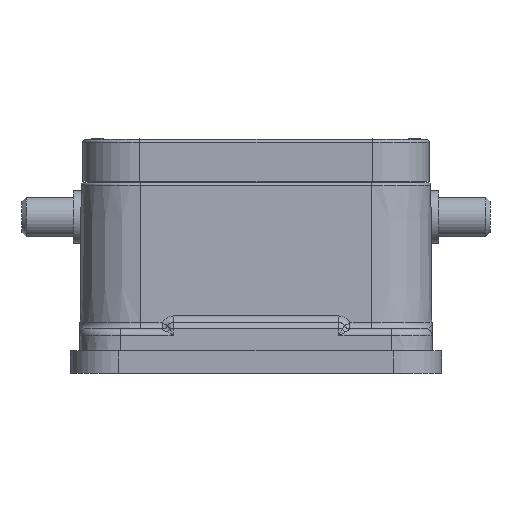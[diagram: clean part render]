
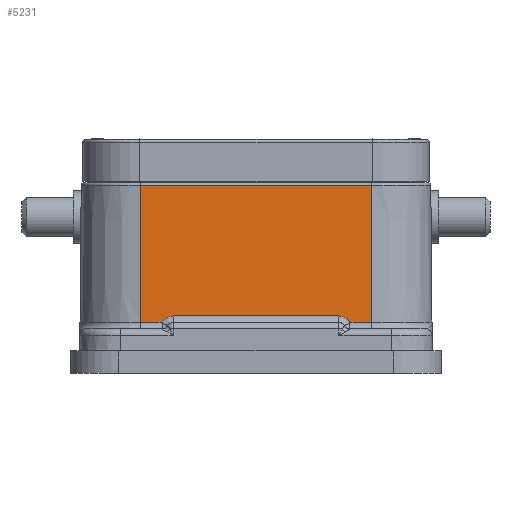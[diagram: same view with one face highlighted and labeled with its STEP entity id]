
A CAD part, left-side view. The second image highlights one B-rep face of the part: STEP entity #5231.
In plain terms, the highlighted planar face has unit normal (-1, 0, 0.009).
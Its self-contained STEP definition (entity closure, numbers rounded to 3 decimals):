
#9 = VECTOR ( 'NONE', #12431, 1000. ) ;
#11 = VECTOR ( 'NONE', #12424, 1000. ) ;
#595 = VERTEX_POINT ( 'NONE', #11265 ) ;
#596 = VERTEX_POINT ( 'NONE', #11266 ) ;
#597 = VERTEX_POINT ( 'NONE', #11267 ) ;
#598 = VERTEX_POINT ( 'NONE', #11268 ) ;
#599 = VERTEX_POINT ( 'NONE', #11269 ) ;
#600 = VERTEX_POINT ( 'NONE', #11270 ) ;
#601 = VERTEX_POINT ( 'NONE', #11271 ) ;
#602 = VERTEX_POINT ( 'NONE', #11272 ) ;
#857 =( BOUNDED_CURVE ( )  B_SPLINE_CURVE ( 3, ( #12425, #12426, #12427, #12428 ),
 .UNSPECIFIED., .F., .T. ) 
 B_SPLINE_CURVE_WITH_KNOTS ( ( 4, 4 ),
 ( 3.142, 4.189 ),
 .UNSPECIFIED. ) 
 CURVE ( )  GEOMETRIC_REPRESENTATION_ITEM ( )  RATIONAL_B_SPLINE_CURVE ( ( 1., 0.911, 0.911, 1. ) ) 
 REPRESENTATION_ITEM ( '' )  );
#858 =( BOUNDED_CURVE ( )  B_SPLINE_CURVE ( 3, ( #12432, #12433, #12434, #12435 ),
 .UNSPECIFIED., .F., .T. ) 
 B_SPLINE_CURVE_WITH_KNOTS ( ( 4, 4 ),
 ( 5.236, 6.283 ),
 .UNSPECIFIED. ) 
 CURVE ( )  GEOMETRIC_REPRESENTATION_ITEM ( )  RATIONAL_B_SPLINE_CURVE ( ( 1., 0.911, 0.911, 1. ) ) 
 REPRESENTATION_ITEM ( '' )  );
#1751 = FACE_OUTER_BOUND ( 'NONE', #2617, .T. ) ;
#1756 = AXIS2_PLACEMENT_3D ( 'NONE', #2390, #2391, #2392 ) ;
#2389 = PLANE ( 'NONE',  #1756 ) ;
#2390 = CARTESIAN_POINT ( 'NONE',  ( -60., -21.75, 0. ) ) ;
#2391 = DIRECTION ( 'NONE',  ( -1., 0., 0.009 ) ) ;
#2392 = DIRECTION ( 'NONE',  ( 0.009, 0., 1. ) ) ;
#2617 = EDGE_LOOP ( 'NONE', ( #2674, #2680, #2684, #2679, #2678, #2669, #2682, #2664 ) ) ;
#2664 = ORIENTED_EDGE ( 'NONE', *, *, #4923, .T. ) ;
#2669 = ORIENTED_EDGE ( 'NONE', *, *, #4925, .T. ) ;
#2674 = ORIENTED_EDGE ( 'NONE', *, *, #4929, .T. ) ;
#2678 = ORIENTED_EDGE ( 'NONE', *, *, #4926, .T. ) ;
#2679 = ORIENTED_EDGE ( 'NONE', *, *, #4927, .T. ) ;
#2680 = ORIENTED_EDGE ( 'NONE', *, *, #4930, .T. ) ;
#2682 = ORIENTED_EDGE ( 'NONE', *, *, #4924, .T. ) ;
#2684 = ORIENTED_EDGE ( 'NONE', *, *, #4928, .T. ) ;
#4923 = EDGE_CURVE ( 'NONE', #602, #595, #12422, .T. ) ;
#4924 = EDGE_CURVE ( 'NONE', #601, #602, #857, .T. ) ;
#4925 = EDGE_CURVE ( 'NONE', #600, #601, #12429, .T. ) ;
#4926 = EDGE_CURVE ( 'NONE', #599, #600, #858, .T. ) ;
#4927 = EDGE_CURVE ( 'NONE', #598, #599, #12437, .T. ) ;
#4928 = EDGE_CURVE ( 'NONE', #597, #598, #12440, .T. ) ;
#4929 = EDGE_CURVE ( 'NONE', #595, #596, #12443, .T. ) ;
#4930 = EDGE_CURVE ( 'NONE', #596, #597, #12446, .T. ) ;
#5231 = ADVANCED_FACE ( 'NONE', ( #1751 ), #2389, .T. ) ;
#6625 = VECTOR ( 'NONE', #12439, 1000. ) ;
#6630 = VECTOR ( 'NONE', #12448, 1000. ) ;
#6655 = VECTOR ( 'NONE', #12445, 1000. ) ;
#6658 = VECTOR ( 'NONE', #12442, 1000. ) ;
#11265 = CARTESIAN_POINT ( 'NONE',  ( -59.958, -14.25, 4.793 ) ) ;
#11266 = CARTESIAN_POINT ( 'NONE',  ( -59.811, -14.25, 21.703 ) ) ;
#11267 = CARTESIAN_POINT ( 'NONE',  ( -59.811, 14.25, 21.703 ) ) ;
#11268 = CARTESIAN_POINT ( 'NONE',  ( -59.958, 14.25, 4.793 ) ) ;
#11269 = CARTESIAN_POINT ( 'NONE',  ( -59.958, 11.585, 4.793 ) ) ;
#11270 = CARTESIAN_POINT ( 'NONE',  ( -59.951, 10.2, 5.593 ) ) ;
#11271 = CARTESIAN_POINT ( 'NONE',  ( -59.951, -10.2, 5.593 ) ) ;
#11272 = CARTESIAN_POINT ( 'NONE',  ( -59.958, -11.585, 4.793 ) ) ;
#12422 = LINE ( 'NONE', #12423, #11 ) ;
#12423 = CARTESIAN_POINT ( 'NONE',  ( -59.958, -21.75, 4.793 ) ) ;
#12424 = DIRECTION ( 'NONE',  ( 0., -1., 0. ) ) ;
#12425 = CARTESIAN_POINT ( 'NONE',  ( -59.951, -10.2, 5.593 ) ) ;
#12426 = CARTESIAN_POINT ( 'NONE',  ( -59.951, -10.785, 5.593 ) ) ;
#12427 = CARTESIAN_POINT ( 'NONE',  ( -59.954, -11.292, 5.3 ) ) ;
#12428 = CARTESIAN_POINT ( 'NONE',  ( -59.958, -11.585, 4.793 ) ) ;
#12429 = LINE ( 'NONE', #12430, #9 ) ;
#12430 = CARTESIAN_POINT ( 'NONE',  ( -59.951, -21.75, 5.593 ) ) ;
#12431 = DIRECTION ( 'NONE',  ( 0., -1., 0. ) ) ;
#12432 = CARTESIAN_POINT ( 'NONE',  ( -59.958, 11.585, 4.793 ) ) ;
#12433 = CARTESIAN_POINT ( 'NONE',  ( -59.954, 11.292, 5.3 ) ) ;
#12434 = CARTESIAN_POINT ( 'NONE',  ( -59.951, 10.785, 5.593 ) ) ;
#12435 = CARTESIAN_POINT ( 'NONE',  ( -59.951, 10.2, 5.593 ) ) ;
#12437 = LINE ( 'NONE', #12438, #6625 ) ;
#12438 = CARTESIAN_POINT ( 'NONE',  ( -59.958, -21.75, 4.793 ) ) ;
#12439 = DIRECTION ( 'NONE',  ( 0., -1., 0. ) ) ;
#12440 = LINE ( 'NONE', #12441, #6658 ) ;
#12441 = CARTESIAN_POINT ( 'NONE',  ( -60., 14.25, 0. ) ) ;
#12442 = DIRECTION ( 'NONE',  ( -0.009, 0., -1. ) ) ;
#12443 = LINE ( 'NONE', #12444, #6655 ) ;
#12444 = CARTESIAN_POINT ( 'NONE',  ( -60., -14.25, 0. ) ) ;
#12445 = DIRECTION ( 'NONE',  ( 0.009, 0., 1. ) ) ;
#12446 = LINE ( 'NONE', #12447, #6630 ) ;
#12447 = CARTESIAN_POINT ( 'NONE',  ( -59.811, 14.25, 21.703 ) ) ;
#12448 = DIRECTION ( 'NONE',  ( 0., 1., 0. ) ) ;
